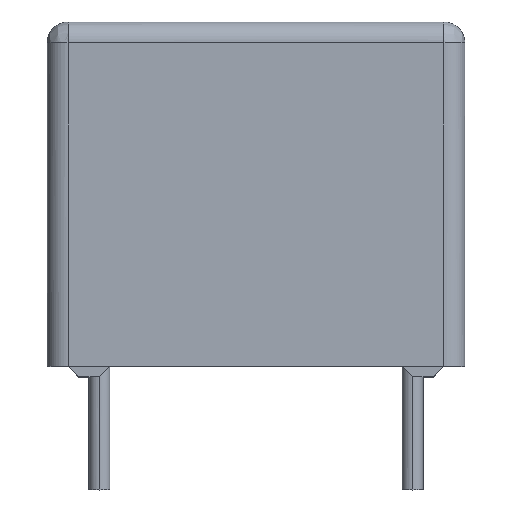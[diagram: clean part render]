
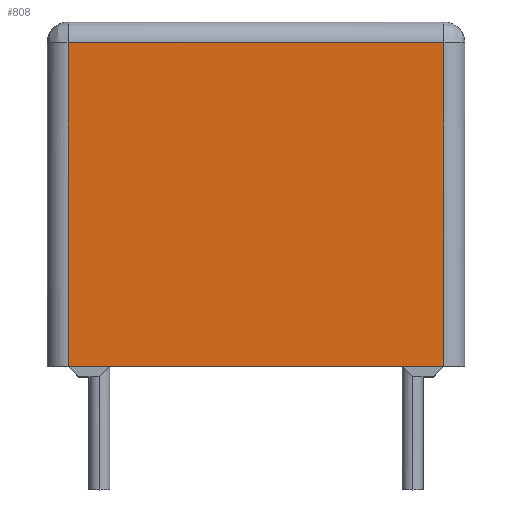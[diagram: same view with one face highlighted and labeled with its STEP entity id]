
A CAD part, top view. The second image highlights one B-rep face of the part: STEP entity #808.
In plain terms, the highlighted planar face has unit normal (0, 0, 1).
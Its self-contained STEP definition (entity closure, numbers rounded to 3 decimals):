
#146=B_SPLINE_CURVE_WITH_KNOTS('',1,(#2773,#2774),.UNSPECIFIED.,.F.,.F.,
(2,2),(0.,7.75),.UNSPECIFIED.);
#147=B_SPLINE_CURVE_WITH_KNOTS('',1,(#2775,#2776),.UNSPECIFIED.,.F.,.F.,
(2,2),(0.,9.),.UNSPECIFIED.);
#148=B_SPLINE_CURVE_WITH_KNOTS('',1,(#2777,#2778),.UNSPECIFIED.,.F.,.F.,
(2,2),(0.,7.75),.UNSPECIFIED.);
#149=B_SPLINE_CURVE_WITH_KNOTS('',1,(#2779,#2780),.UNSPECIFIED.,.F.,.F.,
(2,2),(0.,9.),.UNSPECIFIED.);
#808=ADVANCED_FACE('',(#859),#1705,.T.);
#859=FACE_OUTER_BOUND('',#910,.T.);
#910=EDGE_LOOP('',(#1101,#1102,#1103,#1104));
#1101=ORIENTED_EDGE('',*,*,#1334,.F.);
#1102=ORIENTED_EDGE('',*,*,#1335,.F.);
#1103=ORIENTED_EDGE('',*,*,#1336,.F.);
#1104=ORIENTED_EDGE('',*,*,#1333,.F.);
#1333=EDGE_CURVE('',#1629,#1630,#146,.T.);
#1334=EDGE_CURVE('',#1631,#1629,#147,.T.);
#1335=EDGE_CURVE('',#1632,#1631,#148,.T.);
#1336=EDGE_CURVE('',#1630,#1632,#149,.T.);
#1629=VERTEX_POINT('',#2769);
#1630=VERTEX_POINT('',#2770);
#1631=VERTEX_POINT('',#2771);
#1632=VERTEX_POINT('',#2772);
#1705=PLANE('',#1756);
#1756=AXIS2_PLACEMENT_3D('',#2768,#1790,$);
#1790=DIRECTION('',(0.,0.,1.));
#2768=CARTESIAN_POINT('',(5.4,-0.775,1.5));
#2769=CARTESIAN_POINT('',(-4.5,0.,1.5));
#2770=CARTESIAN_POINT('',(-4.5,7.75,1.5));
#2771=CARTESIAN_POINT('',(4.5,0.,1.5));
#2772=CARTESIAN_POINT('',(4.5,7.75,1.5));
#2773=CARTESIAN_POINT('',(-4.5,0.,1.5));
#2774=CARTESIAN_POINT('',(-4.5,7.75,1.5));
#2775=CARTESIAN_POINT('',(4.5,0.,1.5));
#2776=CARTESIAN_POINT('',(-4.5,0.,1.5));
#2777=CARTESIAN_POINT('',(4.5,7.75,1.5));
#2778=CARTESIAN_POINT('',(4.5,0.,1.5));
#2779=CARTESIAN_POINT('',(-4.5,7.75,1.5));
#2780=CARTESIAN_POINT('',(4.5,7.75,1.5));
